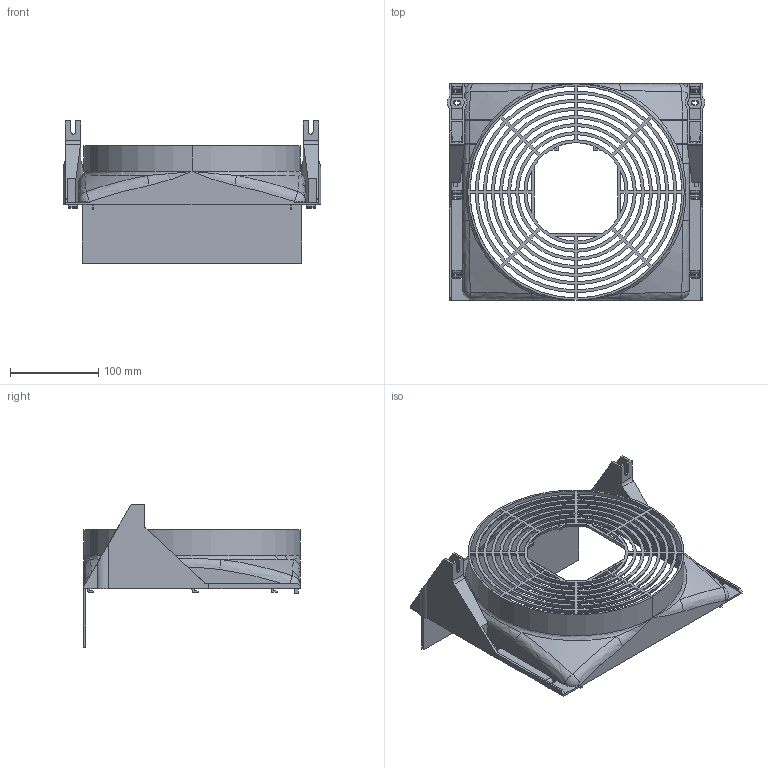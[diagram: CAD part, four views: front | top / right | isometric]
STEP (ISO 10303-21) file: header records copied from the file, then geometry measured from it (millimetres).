
FILE_DESCRIPTION((''),'2;1');
FILE_NAME('118U0403','2019-12-19T',('U371994'),('DANFOSS COMMERCIAL COMPRESSOR'),'CREO PARAMETRIC BY PTC INC, 2015480','CREO PARAMETRIC BY PTC INC, 2015480','');
FILE_SCHEMA(('CONFIG_CONTROL_DESIGN'));
Length unit declared in the file: millimetre
Products named in the file (1): 118U0403
Bounding box: 291.6 x 245 x 161 mm (x, y, z)
Volume: 407833.4 mm3; surface area: 268886.4 mm2
Topology: 1 solids, 1 shells, 759 faces, 2130 edges, 1320 vertices
Faces by surface type: plane 376, cylinder 166, cone 125, torus 52, bspline 32, sphere 8
Entity records: 27511 total; most frequent: CARTESIAN_POINT 8817, ORIENTED_EDGE 4260, DIRECTION 3409, EDGE_CURVE 2130, VERTEX_POINT 1320, AXIS2_PLACEMENT_3D 1212, VECTOR 985, LINE 985
